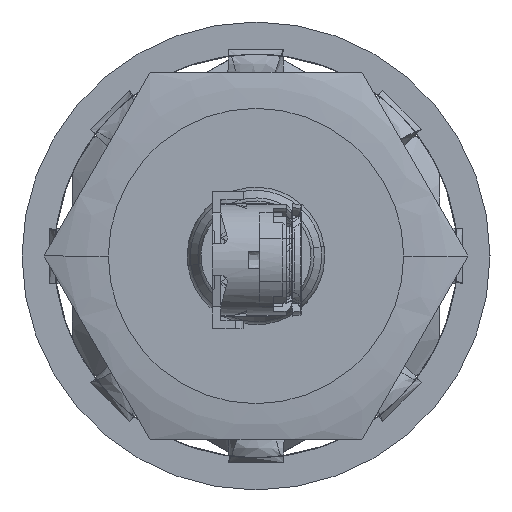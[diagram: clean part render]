
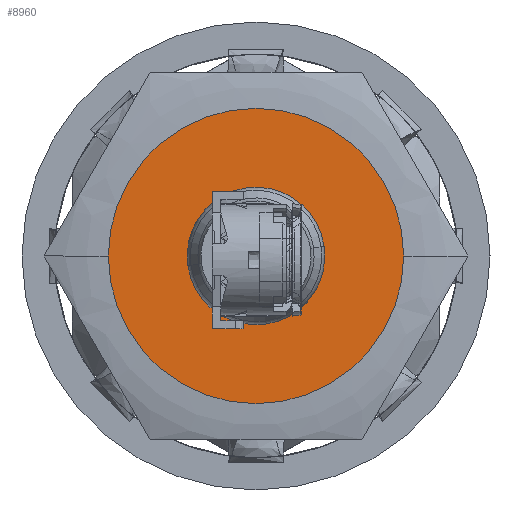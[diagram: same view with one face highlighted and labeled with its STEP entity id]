
A CAD part, left-side view. The second image highlights one B-rep face of the part: STEP entity #8960.
In plain terms, the highlighted planar face has unit normal (-1, 0, 0).
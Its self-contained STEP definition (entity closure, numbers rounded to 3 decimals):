
#620 = AXIS2_PLACEMENT_3D ( 'NONE', #23950, #11856, #25962 ) ;
#749 = CIRCLE ( 'NONE', #17026, 3.219 ) ;
#904 = VERTEX_POINT ( 'NONE', #14018 ) ;
#1189 = DIRECTION ( 'NONE',  ( 0., 1., 0. ) ) ;
#1647 = CARTESIAN_POINT ( 'NONE',  ( -3.4, 0., 0. ) ) ;
#1691 = CIRCLE ( 'NONE', #6539, 3.219 ) ;
#1792 = VERTEX_POINT ( 'NONE', #14886 ) ;
#3680 = DIRECTION ( 'NONE',  ( 0., 1., 0. ) ) ;
#4631 = FACE_OUTER_BOUND ( 'NONE', #11341, .T. ) ;
#5129 = DIRECTION ( 'NONE',  ( 1., 0., 0. ) ) ;
#5813 = VERTEX_POINT ( 'NONE', #17719 ) ;
#6426 = CARTESIAN_POINT ( 'NONE',  ( -3.4, 0., 0. ) ) ;
#6539 = AXIS2_PLACEMENT_3D ( 'NONE', #17174, #5129, #19221 ) ;
#6797 = EDGE_CURVE ( 'NONE', #5813, #904, #22167, .T. ) ;
#7066 = CARTESIAN_POINT ( 'NONE',  ( -3.4, 3.219, 0. ) ) ;
#8311 = VERTEX_POINT ( 'NONE', #7066 ) ;
#8446 = DIRECTION ( 'NONE',  ( 0., 1., 0. ) ) ;
#8960 = ADVANCED_FACE ( 'NONE', ( #20077, #4631 ), #20442, .F. ) ;
#11215 = EDGE_CURVE ( 'NONE', #1792, #8311, #1691, .T. ) ;
#11341 = EDGE_LOOP ( 'NONE', ( #21032, #13348 ) ) ;
#11856 = DIRECTION ( 'NONE',  ( 1., 0., 0. ) ) ;
#13207 = DIRECTION ( 'NONE',  ( 1., 0., 0. ) ) ;
#13258 = EDGE_CURVE ( 'NONE', #8311, #1792, #749, .T. ) ;
#13348 = ORIENTED_EDGE ( 'NONE', *, *, #11215, .F. ) ;
#14018 = CARTESIAN_POINT ( 'NONE',  ( -3.4, 1.35, 0. ) ) ;
#14886 = CARTESIAN_POINT ( 'NONE',  ( -3.4, -3.219, 0. ) ) ;
#15515 = ORIENTED_EDGE ( 'NONE', *, *, #17587, .T. ) ;
#15699 = DIRECTION ( 'NONE',  ( 1., 0., 0. ) ) ;
#17026 = AXIS2_PLACEMENT_3D ( 'NONE', #1647, #15699, #3680 ) ;
#17097 = CIRCLE ( 'NONE', #620, 1.35 ) ;
#17174 = CARTESIAN_POINT ( 'NONE',  ( -3.4, 0., 0. ) ) ;
#17587 = EDGE_CURVE ( 'NONE', #904, #5813, #17097, .T. ) ;
#17719 = CARTESIAN_POINT ( 'NONE',  ( -3.4, -1.35, 0. ) ) ;
#18184 = EDGE_LOOP ( 'NONE', ( #15515, #24058 ) ) ;
#19221 = DIRECTION ( 'NONE',  ( 0., 1., 0. ) ) ;
#20077 = FACE_BOUND ( 'NONE', #18184, .T. ) ;
#20442 = PLANE ( 'NONE',  #22707 ) ;
#20531 = DIRECTION ( 'NONE',  ( 1., 0., 0. ) ) ;
#21032 = ORIENTED_EDGE ( 'NONE', *, *, #13258, .F. ) ;
#21381 = AXIS2_PLACEMENT_3D ( 'NONE', #25264, #13207, #1189 ) ;
#22167 = CIRCLE ( 'NONE', #21381, 1.35 ) ;
#22707 = AXIS2_PLACEMENT_3D ( 'NONE', #6426, #20531, #8446 ) ;
#23950 = CARTESIAN_POINT ( 'NONE',  ( -3.4, 0., 0. ) ) ;
#24058 = ORIENTED_EDGE ( 'NONE', *, *, #6797, .T. ) ;
#25264 = CARTESIAN_POINT ( 'NONE',  ( -3.4, 0., 0. ) ) ;
#25962 = DIRECTION ( 'NONE',  ( 0., 1., 0. ) ) ;
